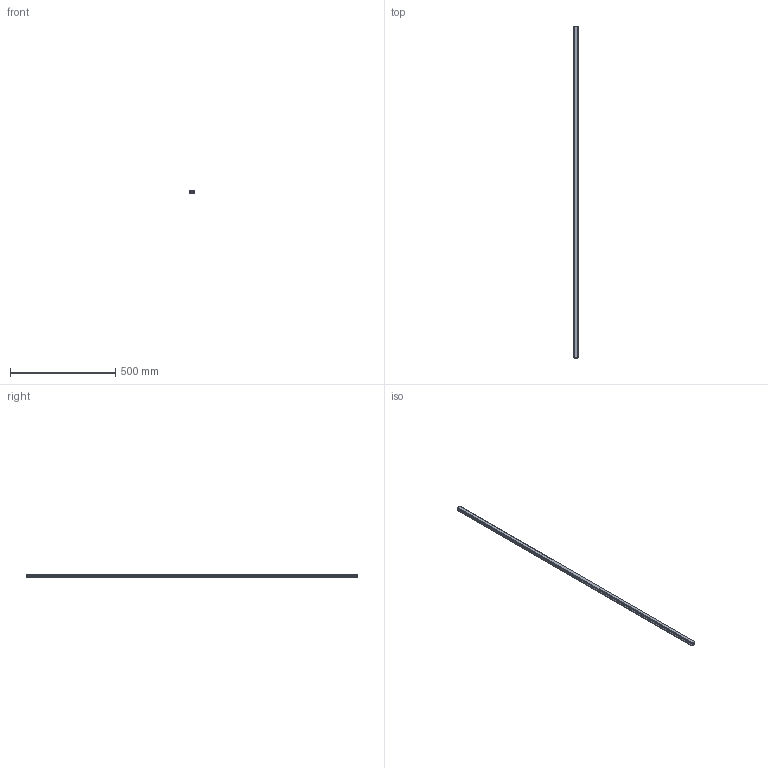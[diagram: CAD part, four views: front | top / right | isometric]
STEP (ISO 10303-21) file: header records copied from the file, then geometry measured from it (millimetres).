
FILE_DESCRIPTION(('STEP AP214'),'1');
FILE_NAME('cctmp_0F04F7B7-3048-439F-AA99-A4ACE5A2DB6D_2021_01_21_13_50_38_0247..stp','2021-01-21T12:50:38',('HIWIN GmbH'),('CADClick - www.CADClick.com'),'Spatial InterOp 3D',' ','unknown authorization');
FILE_SCHEMA(('AUTOMOTIVE_DESIGN'));
Length unit declared in the file: millimetre
Products named in the file (1): HGR20T1580C_FILE
Bounding box: 20 x 1580 x 17.5 mm (x, y, z)
Volume: 466505.7 mm3; surface area: 126324.8 mm2
Topology: 1 solids, 1 shells, 215 faces, 573 edges, 337 vertices
Faces by surface type: plane 85, cylinder 76, cone 54
Entity records: 7993 total; most frequent: DIRECTION 1103, CARTESIAN_POINT 1072, ORIENTED_EDGE 1038, EDGE_CURVE 519, AXIS2_PLACEMENT_3D 368, LINE 367, VECTOR 367, VERTEX_POINT 337
